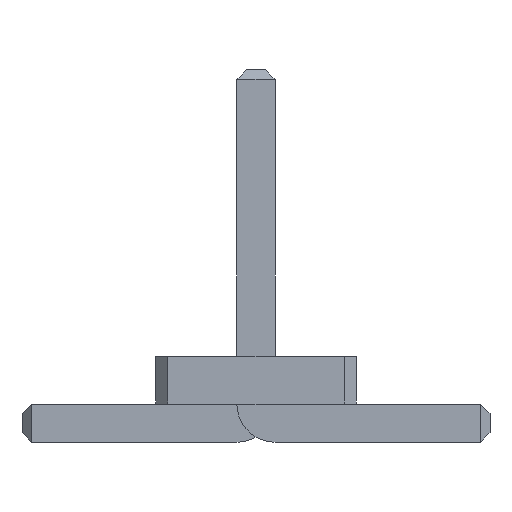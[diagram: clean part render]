
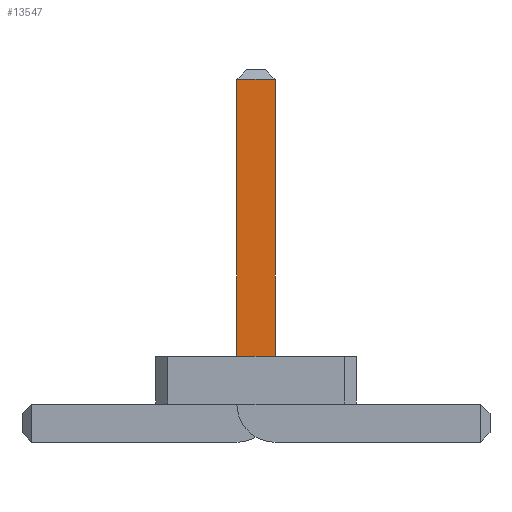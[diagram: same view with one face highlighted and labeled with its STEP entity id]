
A CAD part, front view. The second image highlights one B-rep face of the part: STEP entity #13547.
In plain terms, the highlighted planar face has unit normal (0, -1, 0).
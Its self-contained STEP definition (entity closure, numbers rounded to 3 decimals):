
#5079 = VERTEX_POINT('',#5080);
#5080 = CARTESIAN_POINT('',(0.2,-17.345,0.9));
#5095 = VERTEX_POINT('',#5096);
#5096 = CARTESIAN_POINT('',(-0.2,-17.345,0.9));
#5102 = EDGE_CURVE('',#5079,#5095,#5103,.T.);
#5103 = LINE('',#5104,#5105);
#5104 = CARTESIAN_POINT('',(-0.562,-17.345,0.9));
#5105 = VECTOR('',#5106,1.);
#5106 = DIRECTION('',(-1.,-0.,-0.));
#13529 = VERTEX_POINT('',#13530);
#13530 = CARTESIAN_POINT('',(0.2,-17.345,3.8));
#13536 = EDGE_CURVE('',#13529,#5079,#13537,.T.);
#13537 = LINE('',#13538,#13539);
#13538 = CARTESIAN_POINT('',(0.2,-17.345,3.9));
#13539 = VECTOR('',#13540,1.);
#13540 = DIRECTION('',(0.,0.,-1.));
#13547 = ADVANCED_FACE('',(#13548),#13566,.T.);
#13548 = FACE_BOUND('',#13549,.T.);
#13549 = EDGE_LOOP('',(#13550,#13558,#13559,#13560));
#13550 = ORIENTED_EDGE('',*,*,#13551,.F.);
#13551 = EDGE_CURVE('',#5095,#13552,#13554,.T.);
#13552 = VERTEX_POINT('',#13553);
#13553 = CARTESIAN_POINT('',(-0.2,-17.345,3.8));
#13554 = LINE('',#13555,#13556);
#13555 = CARTESIAN_POINT('',(-0.2,-17.345,0.));
#13556 = VECTOR('',#13557,1.);
#13557 = DIRECTION('',(0.,0.,1.));
#13558 = ORIENTED_EDGE('',*,*,#5102,.F.);
#13559 = ORIENTED_EDGE('',*,*,#13536,.F.);
#13560 = ORIENTED_EDGE('',*,*,#13561,.F.);
#13561 = EDGE_CURVE('',#13552,#13529,#13562,.T.);
#13562 = LINE('',#13563,#13564);
#13563 = CARTESIAN_POINT('',(-0.2,-17.345,3.8));
#13564 = VECTOR('',#13565,1.);
#13565 = DIRECTION('',(1.,0.,0.));
#13566 = PLANE('',#13567);
#13567 = AXIS2_PLACEMENT_3D('',#13568,#13569,#13570);
#13568 = CARTESIAN_POINT('',(-0.2,-17.345,3.9));
#13569 = DIRECTION('',(0.,-1.,0.));
#13570 = DIRECTION('',(0.,0.,-1.));
